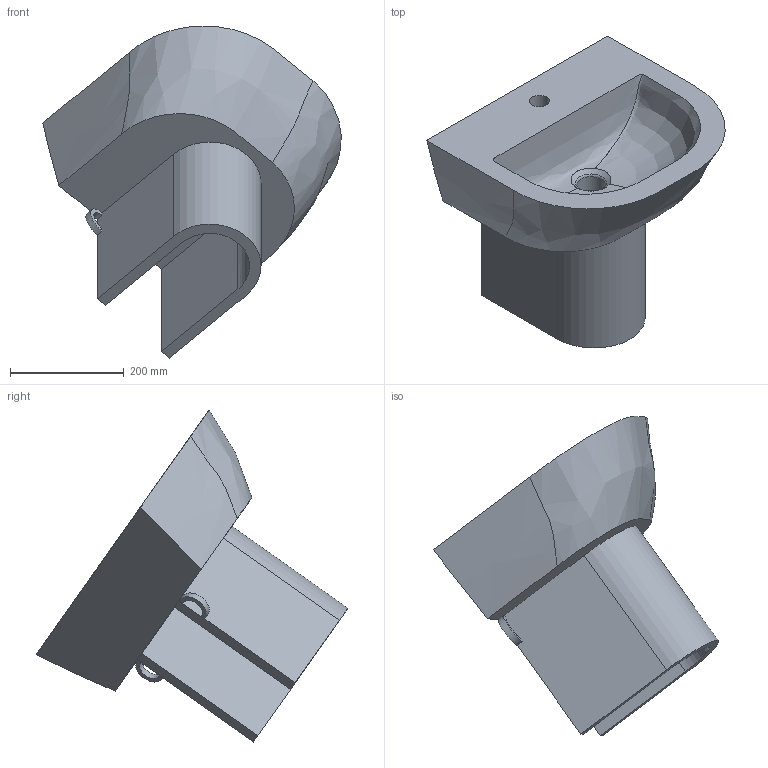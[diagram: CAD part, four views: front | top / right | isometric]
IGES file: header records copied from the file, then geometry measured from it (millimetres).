
Global section: file name: 7838; native system: AutoCAD 2016 - English; preprocessor: Autodesk Translation Framework DWG producer (atf_dwg_producer); organization: unknown; date: 20170505.152428; units: millimetre
Bounding box: 524.26 x 547.98 x 583.28 mm (x, y, z)
Volume: 17741161.3 mm3; surface area: 937030.7 mm2
Topology: 4 solids, 4 shells, 39 faces, 97 edges, 67 vertices
Faces by surface type: bspline 39
